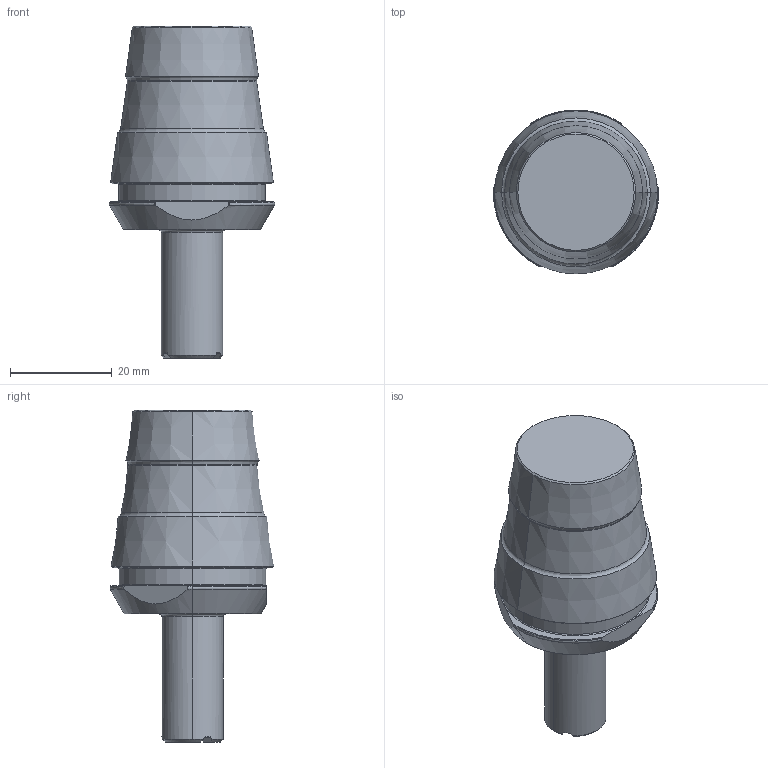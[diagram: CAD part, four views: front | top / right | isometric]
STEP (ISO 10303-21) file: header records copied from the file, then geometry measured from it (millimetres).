
FILE_DESCRIPTION(/* description */ (''),/* implementation_level */ '2;1');
FILE_NAME(/* name */ '1498830814129.stp',/* time_stamp */ '2017-06-30T15:53:38+02:00',/* author */ (''),/* organization */ ('SMS'),/* preprocessor_version */ 'ST-DEVELOPER v15',/* originating_system */ 'SIEMENS PLM Software NX 8.5',/* authorisation */ '');
FILE_SCHEMA (('AUTOMOTIVE_DESIGN { 1 0 10303 214 3 1 1 1 }'));
Length unit declared in the file: millimetre
Products named in the file (1): 201101266MOD000_01
Bounding box: 32.45 x 32.12 x 65.1 mm (x, y, z)
Volume: 27021.9 mm3; surface area: 5909.5 mm2
Topology: 1 solids, 1 shells, 77 faces, 194 edges, 119 vertices
Faces by surface type: cone 26, plane 21, torus 18, cylinder 12
Entity records: 2592 total; most frequent: CARTESIAN_POINT 752, DIRECTION 391, ORIENTED_EDGE 384, EDGE_CURVE 192, AXIS2_PLACEMENT_3D 172, VERTEX_POINT 119, CIRCLE 91, EDGE_LOOP 79
